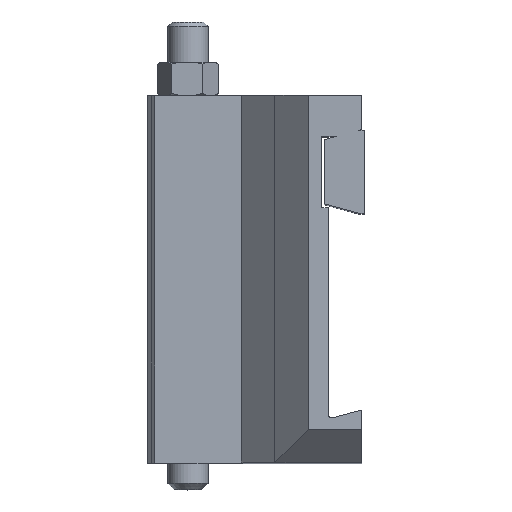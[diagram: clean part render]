
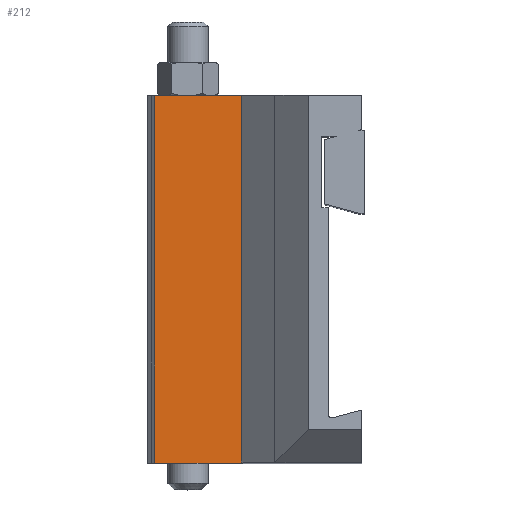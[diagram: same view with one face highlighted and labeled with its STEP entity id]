
A CAD part, top view. The second image highlights one B-rep face of the part: STEP entity #212.
In plain terms, the highlighted planar face has unit normal (0, 0, 1).
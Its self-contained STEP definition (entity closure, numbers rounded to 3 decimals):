
#212=ADVANCED_FACE('',(#489),#362,.F.);
#362=PLANE('',#3038);
#489=FACE_OUTER_BOUND('',#634,.T.);
#634=EDGE_LOOP('',(#1121,#1122,#1123,#1124));
#1121=ORIENTED_EDGE('',*,*,#2062,.F.);
#1122=ORIENTED_EDGE('',*,*,#2110,.T.);
#1123=ORIENTED_EDGE('',*,*,#2072,.T.);
#1124=ORIENTED_EDGE('',*,*,#2147,.F.);
#1748=VERTEX_POINT('',#4333);
#1749=VERTEX_POINT('',#4335);
#1756=VERTEX_POINT('',#4352);
#1757=VERTEX_POINT('',#4354);
#2062=EDGE_CURVE('',#1748,#1749,#2451,.T.);
#2072=EDGE_CURVE('',#1757,#1756,#2460,.T.);
#2110=EDGE_CURVE('',#1748,#1757,#2498,.T.);
#2147=EDGE_CURVE('',#1749,#1756,#2533,.T.);
#2451=LINE('',#4334,#2784);
#2460=LINE('',#4353,#2793);
#2498=LINE('',#4412,#2831);
#2533=LINE('',#4484,#2866);
#2784=VECTOR('',#3476,1.);
#2793=VECTOR('',#3489,1.);
#2831=VECTOR('',#3529,1.);
#2866=VECTOR('',#3588,1.);
#3038=AXIS2_PLACEMENT_3D('',#4485,#3589,#3590);
#3476=DIRECTION('',(1.,0.,0.));
#3489=DIRECTION('',(1.,0.,0.));
#3529=DIRECTION('',(0.,-1.,0.));
#3588=DIRECTION('',(0.,-1.,0.));
#3589=DIRECTION('',(0.,0.,-1.));
#3590=DIRECTION('',(-1.,0.,0.));
#4333=CARTESIAN_POINT('',(0.825,27.5,20.));
#4334=CARTESIAN_POINT('',(-0.175,27.5,20.));
#4335=CARTESIAN_POINT('',(13.825,27.5,20.));
#4352=CARTESIAN_POINT('',(13.825,-27.5,20.));
#4353=CARTESIAN_POINT('',(-0.175,-27.5,20.));
#4354=CARTESIAN_POINT('',(0.825,-27.5,20.));
#4412=CARTESIAN_POINT('',(0.825,27.5,20.));
#4484=CARTESIAN_POINT('',(13.825,27.5,20.));
#4485=CARTESIAN_POINT('',(-0.175,27.5,20.));
